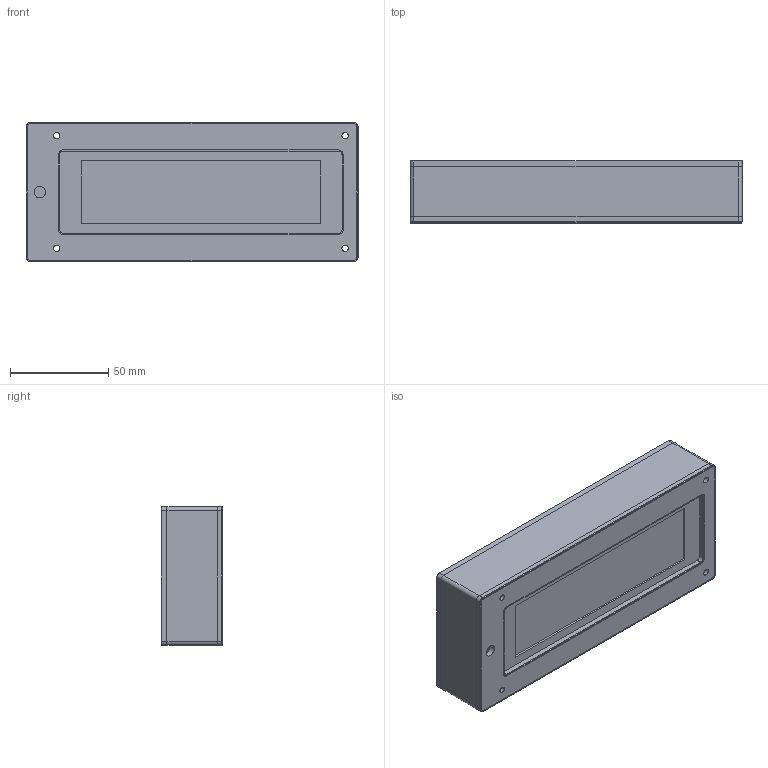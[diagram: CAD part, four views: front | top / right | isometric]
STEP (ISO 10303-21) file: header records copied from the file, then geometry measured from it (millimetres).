
FILE_DESCRIPTION(/* description */ ('STEP AP242 Edition 2','CAx-IF Rec.Pracs.---Representation and Presentation of Product Manufacturing Information (PMI)---4.0---2014-10-13','CAx-IF Rec.Pracs.---3D Tessellated Geometry---0.4---2014-09-14','2;1','CAx-IF Rec.Pracs.---User Defined Attributes---1.5---2016-08-15'),/* implementation_level */ '2;1');
FILE_NAME(/* name */ '698efa7bd09b4a07b08b131e',/* time_stamp */ '2026-02-13T10:18:37Z',/* author */ (''),/* organization */ (''),/* preprocessor_version */ 'ST-DEVELOPER v20',/* originating_system */ 'ONSHAPE BY PTC INC, 1.210',/* authorisation */ ' ');
FILE_SCHEMA (('AP242_MANAGED_MODEL_BASED_3D_ENGINEERING_MIM_LF { 1 0 10303 442 3 1 4 }'));
Length unit declared in the file: metre
Products named in the file (14): PCB_Assembly 1; PCB South Spacer; Case; GP1247AI_PCB; PCB North Spacer; PCB Rear Spacer; Display Spacer; HRO  TYPE-C-31-M-12; Open Case Front Panel; Back Cover; GP1247AI <1>; Pin; Filament Pin; Body
Assembly tree (81 placements, depth 3):
  PCB_Assembly 1
    PCB South Spacer  x2
    Case
    GP1247AI_PCB
    PCB North Spacer  x2
    PCB Rear Spacer  x4
    Display Spacer
    HRO  TYPE-C-31-M-12
    Open Case Front Panel
    Back Cover
    GP1247AI <1>
      Pin  x57
      Filament Pin  x8
      Body
Bounding box: 169.25 x 31.51 x 70.7 mm (x, y, z)
Volume: 197679.1 mm3; surface area: 134770.4 mm2
Topology: 80 solids, 80 shells, 978 faces, 2405 edges, 1594 vertices
Faces by surface type: plane 745, cylinder 215, cone 18
Full cylindrical faces by diameter (mm): 0.5 x2, 0.65 x2, 0.8 x65, 1 x26, 3.2 x26, 5.9 x2, 7 x8
Entity records: 15200 total; most frequent: DIRECTION 2624, CARTESIAN_POINT 2456, ORIENTED_EDGE 2220, EDGE_CURVE 1110, AXIS2_PLACEMENT_3D 978, EDGE_LOOP 846, FACE_BOUND 846, VERTEX_POINT 810
